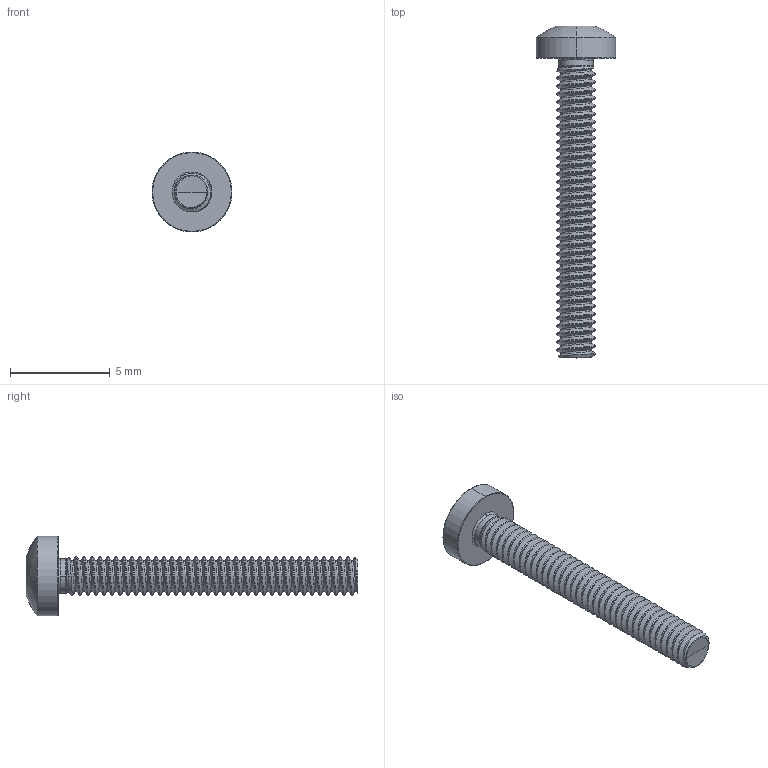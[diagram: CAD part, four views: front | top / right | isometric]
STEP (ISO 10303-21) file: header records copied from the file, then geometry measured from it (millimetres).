
FILE_DESCRIPTION (( 'STEP AP203' ), '1' );
FILE_NAME ('STM390200150.STEP', '2020-12-23T14:32:06', ( '' ), ( '' ), 'SwSTEP 2.0', 'SolidWorks 2015', '' );
FILE_SCHEMA (( 'CONFIG_CONTROL_DESIGN' ));
Length unit declared in the file: millimetre
Products named in the file (2): STM390200150
Bounding box: 4 x 16.6 x 4 mm (x, y, z)
Volume: 51.9 mm3; surface area: 180 mm2
Topology: 1 solids, 1 shells, 143 faces, 389 edges, 248 vertices
Faces by surface type: cylinder 94, bspline 18, torus 13, cone 11, sphere 4, plane 3
Entity records: 29887 total; most frequent: CARTESIAN_POINT 26742, ORIENTED_EDGE 774, DIRECTION 483, EDGE_CURVE 387, VERTEX_POINT 248, AXIS2_PLACEMENT_3D 190, EDGE_LOOP 145, ADVANCED_FACE 143
